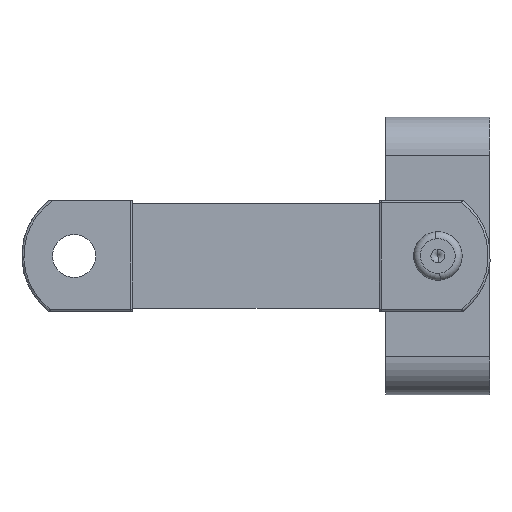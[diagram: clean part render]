
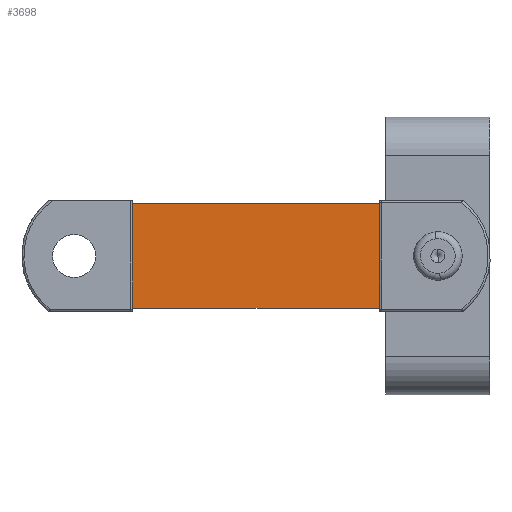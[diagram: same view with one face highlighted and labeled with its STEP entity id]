
A CAD part, front view. The second image highlights one B-rep face of the part: STEP entity #3698.
In plain terms, the highlighted planar face has unit normal (0, -1, 0).
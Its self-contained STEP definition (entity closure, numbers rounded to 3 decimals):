
#138 = CARTESIAN_POINT ( 'NONE',  ( -17.75, -2., -7.5 ) ) ;
#208 = VECTOR ( 'NONE', #2310, 1000. ) ;
#386 = VERTEX_POINT ( 'NONE', #1141 ) ;
#420 = VERTEX_POINT ( 'NONE', #3470 ) ;
#888 = VERTEX_POINT ( 'NONE', #4585 ) ;
#958 = DIRECTION ( 'NONE',  ( 0., 0., -1. ) ) ;
#1106 = CARTESIAN_POINT ( 'NONE',  ( 17.754, -2., -7.5 ) ) ;
#1141 = CARTESIAN_POINT ( 'NONE',  ( -17.754, -2., 7.5 ) ) ;
#1228 = ORIENTED_EDGE ( 'NONE', *, *, #1400, .F. ) ;
#1400 = EDGE_CURVE ( 'NONE', #386, #420, #2635, .T. ) ;
#1579 = CARTESIAN_POINT ( 'NONE',  ( 17.754, -2., -7.5 ) ) ;
#1611 = PLANE ( 'NONE',  #2895 ) ;
#1712 = LINE ( 'NONE', #2762, #4476 ) ;
#1834 = EDGE_CURVE ( 'NONE', #4123, #420, #4057, .T. ) ;
#1892 = ORIENTED_EDGE ( 'NONE', *, *, #3914, .F. ) ;
#2199 = LINE ( 'NONE', #138, #4184 ) ;
#2310 = DIRECTION ( 'NONE',  ( 0., 0., 1. ) ) ;
#2635 = LINE ( 'NONE', #3405, #4660 ) ;
#2705 = CARTESIAN_POINT ( 'NONE',  ( 0., -2., 0. ) ) ;
#2762 = CARTESIAN_POINT ( 'NONE',  ( -17.754, -2., 7.5 ) ) ;
#2895 = AXIS2_PLACEMENT_3D ( 'NONE', #2705, #3347, #4236 ) ;
#3245 = ORIENTED_EDGE ( 'NONE', *, *, #3721, .T. ) ;
#3347 = DIRECTION ( 'NONE',  ( 0., -1., 0. ) ) ;
#3405 = CARTESIAN_POINT ( 'NONE',  ( 17.75, -2., 7.5 ) ) ;
#3438 = ORIENTED_EDGE ( 'NONE', *, *, #1834, .T. ) ;
#3449 = EDGE_LOOP ( 'NONE', ( #1228, #3245, #1892, #3438 ) ) ;
#3470 = CARTESIAN_POINT ( 'NONE',  ( 17.754, -2., 7.5 ) ) ;
#3676 = DIRECTION ( 'NONE',  ( -1., 0., 0. ) ) ;
#3698 = ADVANCED_FACE ( 'NONE', ( #4159 ), #1611, .T. ) ;
#3721 = EDGE_CURVE ( 'NONE', #386, #888, #1712, .T. ) ;
#3914 = EDGE_CURVE ( 'NONE', #4123, #888, #2199, .T. ) ;
#4057 = LINE ( 'NONE', #1579, #208 ) ;
#4123 = VERTEX_POINT ( 'NONE', #1106 ) ;
#4159 = FACE_OUTER_BOUND ( 'NONE', #3449, .T. ) ;
#4184 = VECTOR ( 'NONE', #3676, 1000. ) ;
#4236 = DIRECTION ( 'NONE',  ( 0., 0., -1. ) ) ;
#4476 = VECTOR ( 'NONE', #958, 1000. ) ;
#4504 = DIRECTION ( 'NONE',  ( 1., 0., 0. ) ) ;
#4585 = CARTESIAN_POINT ( 'NONE',  ( -17.754, -2., -7.5 ) ) ;
#4660 = VECTOR ( 'NONE', #4504, 1000. ) ;
